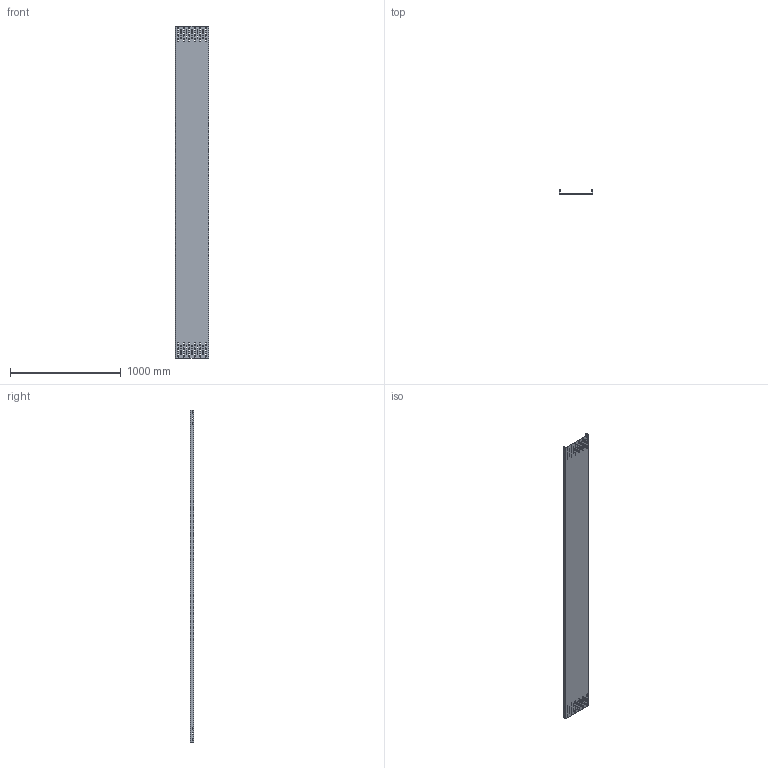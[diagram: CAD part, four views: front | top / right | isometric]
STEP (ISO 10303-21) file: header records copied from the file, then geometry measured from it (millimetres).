
FILE_DESCRIPTION((''),'2;1');
FILE_NAME('6053637','2012-07-17T',('AndreasKeweloh'),(''),'PRO/ENGINEER BY PARAMETRIC TECHNOLOGY CORPORATION, 2012130','PRO/ENGINEER BY PARAMETRIC TECHNOLOGY CORPORATION, 2012130','');
FILE_SCHEMA(('CONFIG_CONTROL_DESIGN'));
Length unit declared in the file: millimetre
Products named in the file (1): 6053637
Bounding box: 300 x 35 x 3000 mm (x, y, z)
Volume: 1171579.5 mm3; surface area: 2354556.5 mm2
Topology: 1 solids, 1 shells, 290 faces, 864 edges, 576 vertices
Faces by surface type: plane 146, cylinder 144
Entity records: 10126 total; most frequent: DIRECTION 1732, CARTESIAN_POINT 1730, ORIENTED_EDGE 1728, EDGE_CURVE 864, AXIS2_PLACEMENT_3D 578, VECTOR 576, LINE 576, VERTEX_POINT 576
